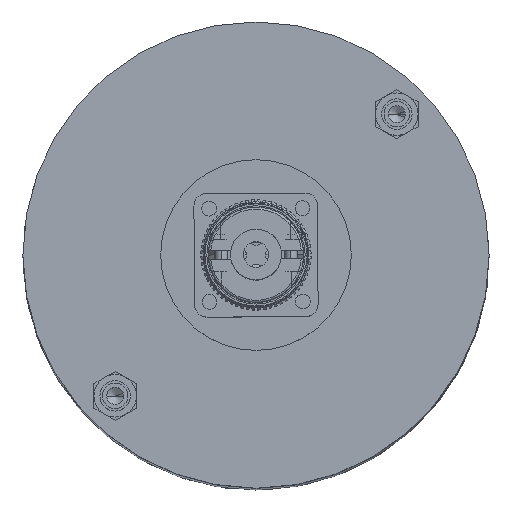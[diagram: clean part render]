
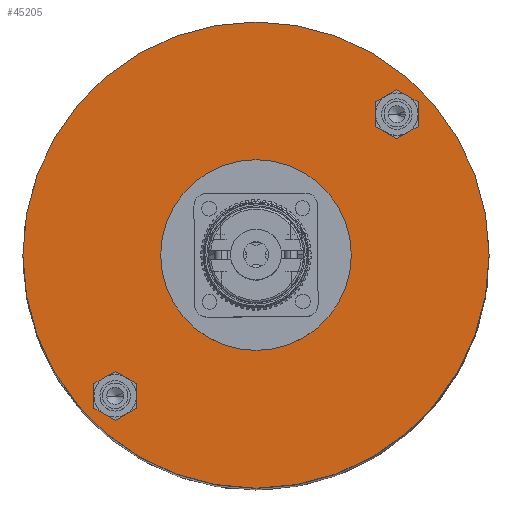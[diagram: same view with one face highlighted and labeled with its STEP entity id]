
A CAD part, top view. The second image highlights one B-rep face of the part: STEP entity #45205.
In plain terms, the highlighted planar face has unit normal (0, 0, 1).
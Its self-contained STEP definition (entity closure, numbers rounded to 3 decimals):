
#605 = CARTESIAN_POINT ( 'NONE',  ( 28.984, 33.234, 33. ) ) ;
#656 = CIRCLE ( 'NONE', #61895, 55. ) ;
#865 = ORIENTED_EDGE ( 'NONE', *, *, #29023, .F. ) ;
#1025 = EDGE_CURVE ( 'NONE', #92784, #90133, #656, .T. ) ;
#2840 = CARTESIAN_POINT ( 'NONE',  ( 55., 0., 33. ) ) ;
#5325 = DIRECTION ( 'NONE',  ( 1., 0., 0. ) ) ;
#5743 = DIRECTION ( 'NONE',  ( 1., 0., 0. ) ) ;
#5928 = CARTESIAN_POINT ( 'NONE',  ( 0., 0., 33. ) ) ;
#6392 = DIRECTION ( 'NONE',  ( 0., 0., 1. ) ) ;
#6993 = CARTESIAN_POINT ( 'NONE',  ( -37.484, -33.234, 33. ) ) ;
#7367 = CARTESIAN_POINT ( 'NONE',  ( 33.234, 33.234, 33. ) ) ;
#8435 = CARTESIAN_POINT ( 'NONE',  ( 0., 0., 33. ) ) ;
#8640 = VERTEX_POINT ( 'NONE', #6993 ) ;
#10485 = ORIENTED_EDGE ( 'NONE', *, *, #71652, .F. ) ;
#10933 = CARTESIAN_POINT ( 'NONE',  ( 0., 0., 33. ) ) ;
#11132 = ORIENTED_EDGE ( 'NONE', *, *, #1025, .T. ) ;
#11705 = DIRECTION ( 'NONE',  ( 1., 0., 0. ) ) ;
#12312 = CIRCLE ( 'NONE', #51982, 4.25 ) ;
#14375 = DIRECTION ( 'NONE',  ( 1., 0., 0. ) ) ;
#16379 = AXIS2_PLACEMENT_3D ( 'NONE', #56820, #65186, #11705 ) ;
#17624 = DIRECTION ( 'NONE',  ( 1., 0., 0. ) ) ;
#18679 = ORIENTED_EDGE ( 'NONE', *, *, #26317, .F. ) ;
#20342 = EDGE_LOOP ( 'NONE', ( #74709, #68221 ) ) ;
#21604 = DIRECTION ( 'NONE',  ( 0., 0., 1. ) ) ;
#21729 = CARTESIAN_POINT ( 'NONE',  ( 33.234, 33.234, 33. ) ) ;
#24714 = AXIS2_PLACEMENT_3D ( 'NONE', #8435, #56928, #49254 ) ;
#26317 = EDGE_CURVE ( 'NONE', #55774, #97414, #79034, .T. ) ;
#29023 = EDGE_CURVE ( 'NONE', #40447, #51859, #55993, .T. ) ;
#29852 = CIRCLE ( 'NONE', #78279, 22.5 ) ;
#30224 = CIRCLE ( 'NONE', #81531, 4.25 ) ;
#34053 = EDGE_CURVE ( 'NONE', #8640, #38504, #30224, .T. ) ;
#34555 = CARTESIAN_POINT ( 'NONE',  ( 22.5, 0., 33. ) ) ;
#35453 = CIRCLE ( 'NONE', #24714, 55. ) ;
#36430 = CIRCLE ( 'NONE', #38923, 4.25 ) ;
#37487 = DIRECTION ( 'NONE',  ( 0., 0., 1. ) ) ;
#38504 = VERTEX_POINT ( 'NONE', #48222 ) ;
#38923 = AXIS2_PLACEMENT_3D ( 'NONE', #44503, #98318, #5743 ) ;
#40447 = VERTEX_POINT ( 'NONE', #34555 ) ;
#41768 = CARTESIAN_POINT ( 'NONE',  ( 0., 0., 33. ) ) ;
#43275 = EDGE_LOOP ( 'NONE', ( #67073, #18679 ) ) ;
#44430 = AXIS2_PLACEMENT_3D ( 'NONE', #41768, #95328, #5325 ) ;
#44503 = CARTESIAN_POINT ( 'NONE',  ( -33.234, -33.234, 33. ) ) ;
#45205 = ADVANCED_FACE ( 'NONE', ( #87774, #62582, #67422, #48306 ), #70284, .T. ) ;
#48072 = DIRECTION ( 'NONE',  ( 0., 0., 1. ) ) ;
#48222 = CARTESIAN_POINT ( 'NONE',  ( -28.984, -33.234, 33. ) ) ;
#48306 = FACE_OUTER_BOUND ( 'NONE', #81940, .T. ) ;
#49254 = DIRECTION ( 'NONE',  ( 1., 0., 0. ) ) ;
#49422 = EDGE_CURVE ( 'NONE', #97414, #55774, #12312, .T. ) ;
#51859 = VERTEX_POINT ( 'NONE', #55271 ) ;
#51982 = AXIS2_PLACEMENT_3D ( 'NONE', #21729, #6392, #14375 ) ;
#53413 = EDGE_CURVE ( 'NONE', #90133, #92784, #35453, .T. ) ;
#55228 = EDGE_CURVE ( 'NONE', #38504, #8640, #36430, .T. ) ;
#55271 = CARTESIAN_POINT ( 'NONE',  ( -22.5, 0., 33. ) ) ;
#55774 = VERTEX_POINT ( 'NONE', #605 ) ;
#55993 = CIRCLE ( 'NONE', #44430, 22.5 ) ;
#56726 = DIRECTION ( 'NONE',  ( 1., 0., 0. ) ) ;
#56820 = CARTESIAN_POINT ( 'NONE',  ( 0., 0., 33. ) ) ;
#56928 = DIRECTION ( 'NONE',  ( 0., 0., 1. ) ) ;
#61895 = AXIS2_PLACEMENT_3D ( 'NONE', #5928, #21604, #90523 ) ;
#62582 = FACE_BOUND ( 'NONE', #20342, .T. ) ;
#65186 = DIRECTION ( 'NONE',  ( 0., 0., 1. ) ) ;
#66732 = AXIS2_PLACEMENT_3D ( 'NONE', #7367, #37487, #98335 ) ;
#67073 = ORIENTED_EDGE ( 'NONE', *, *, #49422, .F. ) ;
#67422 = FACE_BOUND ( 'NONE', #82343, .T. ) ;
#68221 = ORIENTED_EDGE ( 'NONE', *, *, #34053, .F. ) ;
#70284 = PLANE ( 'NONE',  #16379 ) ;
#71158 = CARTESIAN_POINT ( 'NONE',  ( -33.234, -33.234, 33. ) ) ;
#71652 = EDGE_CURVE ( 'NONE', #51859, #40447, #29852, .T. ) ;
#74709 = ORIENTED_EDGE ( 'NONE', *, *, #55228, .F. ) ;
#77087 = CARTESIAN_POINT ( 'NONE',  ( 37.484, 33.234, 33. ) ) ;
#78279 = AXIS2_PLACEMENT_3D ( 'NONE', #10933, #48072, #17624 ) ;
#79034 = CIRCLE ( 'NONE', #66732, 4.25 ) ;
#80817 = ORIENTED_EDGE ( 'NONE', *, *, #53413, .T. ) ;
#81531 = AXIS2_PLACEMENT_3D ( 'NONE', #71158, #94221, #56726 ) ;
#81940 = EDGE_LOOP ( 'NONE', ( #11132, #80817 ) ) ;
#82343 = EDGE_LOOP ( 'NONE', ( #10485, #865 ) ) ;
#87774 = FACE_BOUND ( 'NONE', #43275, .T. ) ;
#89458 = CARTESIAN_POINT ( 'NONE',  ( -55., 0., 33. ) ) ;
#90133 = VERTEX_POINT ( 'NONE', #2840 ) ;
#90523 = DIRECTION ( 'NONE',  ( 1., 0., 0. ) ) ;
#92784 = VERTEX_POINT ( 'NONE', #89458 ) ;
#94221 = DIRECTION ( 'NONE',  ( 0., 0., 1. ) ) ;
#95328 = DIRECTION ( 'NONE',  ( 0., 0., 1. ) ) ;
#97414 = VERTEX_POINT ( 'NONE', #77087 ) ;
#98318 = DIRECTION ( 'NONE',  ( 0., 0., 1. ) ) ;
#98335 = DIRECTION ( 'NONE',  ( 1., 0., 0. ) ) ;
